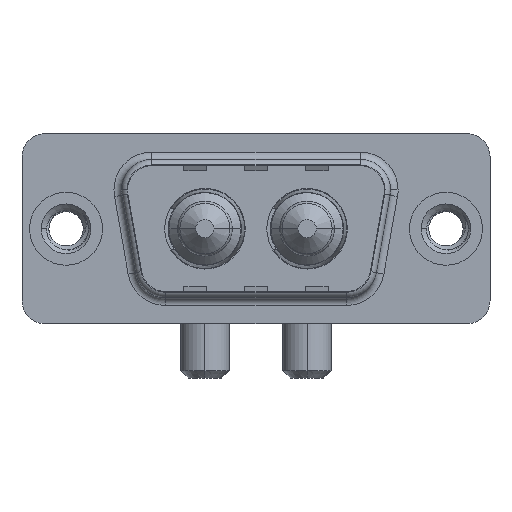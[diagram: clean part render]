
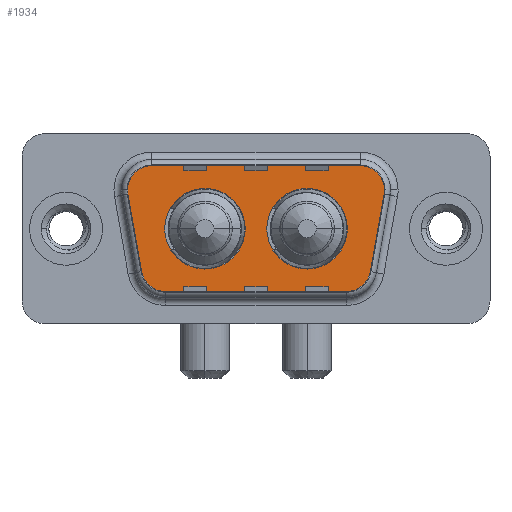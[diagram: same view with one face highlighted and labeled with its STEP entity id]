
A CAD part, top view. The second image highlights one B-rep face of the part: STEP entity #1934.
In plain terms, the highlighted planar face has unit normal (0, 0, 1).
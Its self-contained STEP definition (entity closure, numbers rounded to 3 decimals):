
#148 = DIRECTION ( 'NONE',  ( -1., 0., 0. ) ) ;
#257 = ORIENTED_EDGE ( 'NONE', *, *, #3306, .T. ) ;
#260 = CARTESIAN_POINT ( 'NONE',  ( 19.564, 2.9, 0. ) ) ;
#264 = DIRECTION ( 'NONE',  ( 1., 0., 0. ) ) ;
#342 = CARTESIAN_POINT ( 'NONE',  ( 18.541, -4.9, 0. ) ) ;
#472 = CARTESIAN_POINT ( 'NONE',  ( 21.564, 2.9, 0. ) ) ;
#605 = DIRECTION ( 'NONE',  ( 1., 0., 0. ) ) ;
#616 = VERTEX_POINT ( 'NONE', #7560 ) ;
#691 = AXIS2_PLACEMENT_3D ( 'NONE', #260, #10821, #148 ) ;
#714 = AXIS2_PLACEMENT_3D ( 'NONE', #9612, #7914, #6789 ) ;
#722 = EDGE_LOOP ( 'NONE', ( #257, #6229, #5649, #6377, #3557, #4000, #8651, #2485, #10303 ) ) ;
#856 = VERTEX_POINT ( 'NONE', #472 ) ;
#976 = CARTESIAN_POINT ( 'NONE',  ( 9.14, 0., 0. ) ) ;
#1150 = DIRECTION ( 'NONE',  ( -1., 0., 0. ) ) ;
#1189 = DIRECTION ( 'NONE',  ( 1., 0., 0. ) ) ;
#1201 = DIRECTION ( 'NONE',  ( 0., 0., 1. ) ) ;
#1432 = LINE ( 'NONE', #11049, #8750 ) ;
#1537 = CARTESIAN_POINT ( 'NONE',  ( 5.436, 2.9, 0. ) ) ;
#1558 = FACE_BOUND ( 'NONE', #7351, .T. ) ;
#1673 = EDGE_CURVE ( 'NONE', #8051, #4034, #4298, .T. ) ;
#1842 = LINE ( 'NONE', #5473, #3093 ) ;
#1855 = CARTESIAN_POINT ( 'NONE',  ( 18.51, 0., 0. ) ) ;
#1887 = DIRECTION ( 'NONE',  ( -1., 0., 0. ) ) ;
#1934 = ADVANCED_FACE ( 'NONE', ( #6187, #1558, #10699 ), #10527, .T. ) ;
#2097 = EDGE_CURVE ( 'NONE', #8358, #9708, #2342, .T. ) ;
#2102 = EDGE_CURVE ( 'NONE', #8798, #8192, #1842, .T. ) ;
#2342 = CIRCLE ( 'NONE', #8885, 2.65 ) ;
#2485 = ORIENTED_EDGE ( 'NONE', *, *, #7168, .T. ) ;
#2821 = EDGE_CURVE ( 'NONE', #9570, #8738, #4192, .T. ) ;
#2910 = ORIENTED_EDGE ( 'NONE', *, *, #5395, .F. ) ;
#2932 = CARTESIAN_POINT ( 'NONE',  ( 21.534, 2.553, 0. ) ) ;
#3070 = ORIENTED_EDGE ( 'NONE', *, *, #2097, .F. ) ;
#3093 = VECTOR ( 'NONE', #1189, 1000. ) ;
#3137 = AXIS2_PLACEMENT_3D ( 'NONE', #9370, #4089, #8539 ) ;
#3222 = CARTESIAN_POINT ( 'NONE',  ( 13.21, 0., 0. ) ) ;
#3306 = EDGE_CURVE ( 'NONE', #8192, #6206, #3958, .T. ) ;
#3516 = CIRCLE ( 'NONE', #3137, 2.65 ) ;
#3557 = ORIENTED_EDGE ( 'NONE', *, *, #7823, .T. ) ;
#3646 = CARTESIAN_POINT ( 'NONE',  ( 20.511, -3.247, 0. ) ) ;
#3717 = DIRECTION ( 'NONE',  ( 0., 0., 1. ) ) ;
#3958 = CIRCLE ( 'NONE', #6959, 2. ) ;
#4000 = ORIENTED_EDGE ( 'NONE', *, *, #2821, .T. ) ;
#4034 = VERTEX_POINT ( 'NONE', #7662 ) ;
#4089 = DIRECTION ( 'NONE',  ( 0., 0., 1. ) ) ;
#4192 = CIRCLE ( 'NONE', #11118, 2. ) ;
#4226 = AXIS2_PLACEMENT_3D ( 'NONE', #7535, #1201, #1150 ) ;
#4298 = CIRCLE ( 'NONE', #10855, 2.65 ) ;
#4375 = EDGE_CURVE ( 'NONE', #9708, #8358, #8444, .T. ) ;
#4515 = CARTESIAN_POINT ( 'NONE',  ( 5.436, 4.9, 0. ) ) ;
#4545 = DIRECTION ( 'NONE',  ( 0., 0., 1. ) ) ;
#4953 = AXIS2_PLACEMENT_3D ( 'NONE', #7577, #8334, #7519 ) ;
#5160 = DIRECTION ( 'NONE',  ( 0., 0., 1. ) ) ;
#5363 = VECTOR ( 'NONE', #1887, 1000. ) ;
#5395 = EDGE_CURVE ( 'NONE', #4034, #8051, #3516, .T. ) ;
#5473 = CARTESIAN_POINT ( 'NONE',  ( 6.459, -4.9, 0. ) ) ;
#5489 = CARTESIAN_POINT ( 'NONE',  ( 3.466, 2.553, 0. ) ) ;
#5593 = VERTEX_POINT ( 'NONE', #8831 ) ;
#5649 = ORIENTED_EDGE ( 'NONE', *, *, #11134, .T. ) ;
#5761 = CIRCLE ( 'NONE', #714, 2. ) ;
#5768 = DIRECTION ( 'NONE',  ( 0.174, 0.985, 0. ) ) ;
#6187 = FACE_BOUND ( 'NONE', #6977, .T. ) ;
#6206 = VERTEX_POINT ( 'NONE', #3646 ) ;
#6229 = ORIENTED_EDGE ( 'NONE', *, *, #9882, .T. ) ;
#6235 = CARTESIAN_POINT ( 'NONE',  ( 18.541, -2.9, 0. ) ) ;
#6338 = DIRECTION ( 'NONE',  ( 1., 0., 0. ) ) ;
#6377 = ORIENTED_EDGE ( 'NONE', *, *, #9698, .T. ) ;
#6396 = LINE ( 'NONE', #4515, #5363 ) ;
#6432 = CARTESIAN_POINT ( 'NONE',  ( 3.466, 2.553, 0. ) ) ;
#6520 = DIRECTION ( 'NONE',  ( 1., 0., 0. ) ) ;
#6563 = CARTESIAN_POINT ( 'NONE',  ( 18.541, -2.9, 0. ) ) ;
#6789 = DIRECTION ( 'NONE',  ( -1., 0., 0. ) ) ;
#6870 = CARTESIAN_POINT ( 'NONE',  ( 5.436, 4.9, 0. ) ) ;
#6905 = VECTOR ( 'NONE', #8134, 1000. ) ;
#6945 = DIRECTION ( 'NONE',  ( 0., 0., 1. ) ) ;
#6959 = AXIS2_PLACEMENT_3D ( 'NONE', #6563, #10144, #6338 ) ;
#6977 = EDGE_LOOP ( 'NONE', ( #8862, #3070 ) ) ;
#7168 = EDGE_CURVE ( 'NONE', #616, #8798, #7605, .T. ) ;
#7188 = LINE ( 'NONE', #6432, #6905 ) ;
#7351 = EDGE_LOOP ( 'NONE', ( #9760, #2910 ) ) ;
#7519 = DIRECTION ( 'NONE',  ( 1., 0., 0. ) ) ;
#7535 = CARTESIAN_POINT ( 'NONE',  ( 6.459, -2.9, 0. ) ) ;
#7560 = CARTESIAN_POINT ( 'NONE',  ( 4.489, -3.247, 0. ) ) ;
#7577 = CARTESIAN_POINT ( 'NONE',  ( 15.86, 0., 0. ) ) ;
#7605 = CIRCLE ( 'NONE', #4226, 2. ) ;
#7662 = CARTESIAN_POINT ( 'NONE',  ( 6.49, 0., 0. ) ) ;
#7823 = EDGE_CURVE ( 'NONE', #5593, #9570, #6396, .T. ) ;
#7914 = DIRECTION ( 'NONE',  ( 0., 0., 1. ) ) ;
#8002 = DIRECTION ( 'NONE',  ( 1., 0., 0. ) ) ;
#8051 = VERTEX_POINT ( 'NONE', #9790 ) ;
#8134 = DIRECTION ( 'NONE',  ( 0.174, -0.985, 0. ) ) ;
#8192 = VERTEX_POINT ( 'NONE', #342 ) ;
#8296 = CARTESIAN_POINT ( 'NONE',  ( 6.459, -4.9, 0. ) ) ;
#8334 = DIRECTION ( 'NONE',  ( 0., 0., 1. ) ) ;
#8358 = VERTEX_POINT ( 'NONE', #3222 ) ;
#8444 = CIRCLE ( 'NONE', #4953, 2.65 ) ;
#8539 = DIRECTION ( 'NONE',  ( 1., 0., 0. ) ) ;
#8651 = ORIENTED_EDGE ( 'NONE', *, *, #11190, .T. ) ;
#8738 = VERTEX_POINT ( 'NONE', #5489 ) ;
#8750 = VECTOR ( 'NONE', #5768, 1000. ) ;
#8798 = VERTEX_POINT ( 'NONE', #8296 ) ;
#8831 = CARTESIAN_POINT ( 'NONE',  ( 19.564, 4.9, 0. ) ) ;
#8862 = ORIENTED_EDGE ( 'NONE', *, *, #4375, .F. ) ;
#8885 = AXIS2_PLACEMENT_3D ( 'NONE', #9871, #3717, #6520 ) ;
#9370 = CARTESIAN_POINT ( 'NONE',  ( 9.14, 0., 0. ) ) ;
#9570 = VERTEX_POINT ( 'NONE', #6870 ) ;
#9612 = CARTESIAN_POINT ( 'NONE',  ( 19.564, 2.9, 0. ) ) ;
#9698 = EDGE_CURVE ( 'NONE', #856, #5593, #9859, .T. ) ;
#9708 = VERTEX_POINT ( 'NONE', #1855 ) ;
#9760 = ORIENTED_EDGE ( 'NONE', *, *, #1673, .F. ) ;
#9790 = CARTESIAN_POINT ( 'NONE',  ( 11.79, 0., 0. ) ) ;
#9859 = CIRCLE ( 'NONE', #691, 2. ) ;
#9871 = CARTESIAN_POINT ( 'NONE',  ( 15.86, 0., 0. ) ) ;
#9882 = EDGE_CURVE ( 'NONE', #6206, #10910, #1432, .T. ) ;
#10144 = DIRECTION ( 'NONE',  ( 0., 0., 1. ) ) ;
#10303 = ORIENTED_EDGE ( 'NONE', *, *, #2102, .T. ) ;
#10469 = AXIS2_PLACEMENT_3D ( 'NONE', #6235, #6945, #8002 ) ;
#10527 = PLANE ( 'NONE',  #10469 ) ;
#10699 = FACE_OUTER_BOUND ( 'NONE', #722, .T. ) ;
#10821 = DIRECTION ( 'NONE',  ( 0., 0., 1. ) ) ;
#10855 = AXIS2_PLACEMENT_3D ( 'NONE', #976, #4545, #264 ) ;
#10910 = VERTEX_POINT ( 'NONE', #2932 ) ;
#11049 = CARTESIAN_POINT ( 'NONE',  ( 21.534, 2.553, 0. ) ) ;
#11118 = AXIS2_PLACEMENT_3D ( 'NONE', #1537, #5160, #605 ) ;
#11134 = EDGE_CURVE ( 'NONE', #10910, #856, #5761, .T. ) ;
#11190 = EDGE_CURVE ( 'NONE', #8738, #616, #7188, .T. ) ;
